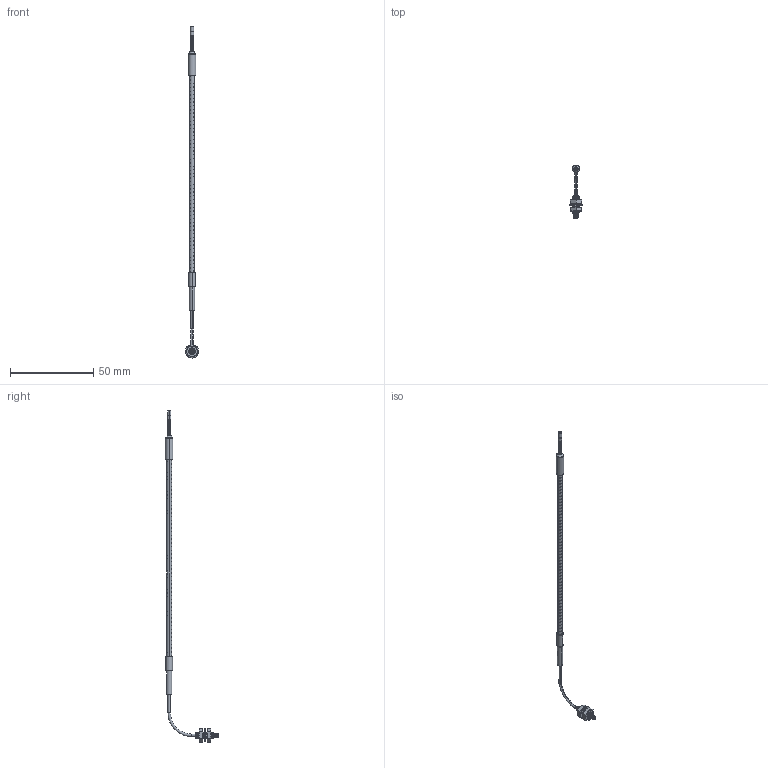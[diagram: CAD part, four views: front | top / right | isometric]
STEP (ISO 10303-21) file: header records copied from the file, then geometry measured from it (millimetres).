
FILE_DESCRIPTION((''),'2;1');
FILE_NAME('166376_ASM','2016-01-05T',('pdmadmin'),(''),'PRO/ENGINEER BY PARAMETRIC TECHNOLOGY CORPORATION, 2013230','PRO/ENGINEER BY PARAMETRIC TECHNOLOGY CORPORATION, 2013230','');
FILE_SCHEMA(('CONFIG_CONTROL_DESIGN'));
Length unit declared in the file: inch
Products named in the file (10): 111875_AF5; 58193_AF5; 110533_AF5; 110532_AF5; 15565_AF5; FIBER_CORE_1MM_AF1; 15732_AF5; 40845; 111401; 166376_ASM
Assembly tree (10 placements, depth 2):
  166376_ASM
    111875_AF5
    58193_AF5
    110533_AF5
    110532_AF5
    15565_AF5
    FIBER_CORE_1MM_AF1
    15732_AF5
    40845
    111401  x2
Bounding box: 8 x 32.06 x 199.46 mm (x, y, z)
Volume: 1012.6 mm3; surface area: 6304.5 mm2
Topology: 11 solids, 14 shells, 669 faces, 1435 edges, 789 vertices
Faces by surface type: torus 204, cylinder 175, cone 154, bspline 80, plane 56
Entity records: 33878 total; most frequent: CARTESIAN_POINT 19646, DIRECTION 3182, ORIENTED_EDGE 2794, EDGE_CURVE 1401, AXIS2_PLACEMENT_3D 1358, VERTEX_POINT 767, CIRCLE 759, EDGE_LOOP 670
